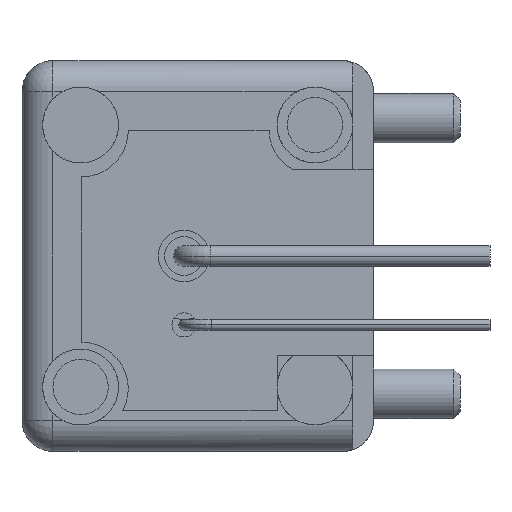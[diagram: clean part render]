
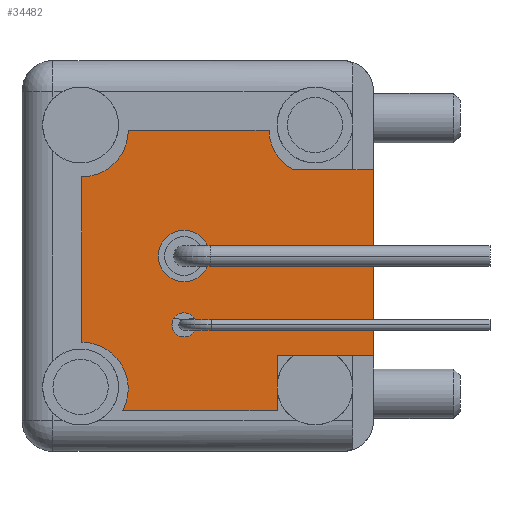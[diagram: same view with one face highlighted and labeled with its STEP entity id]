
A CAD part, left-side view. The second image highlights one B-rep face of the part: STEP entity #34482.
In plain terms, the highlighted planar face has unit normal (-1, 0, 0).
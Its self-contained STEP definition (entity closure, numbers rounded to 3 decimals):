
#4062=DIRECTION('',(0.,0.,1.));
#4063=VECTOR('',#4062,6.858);
#4064=CARTESIAN_POINT('',(-4.695,-6.985,-3.68));
#4065=LINE('',#4064,#4063);
#4527=DIRECTION('',(0.,-1.,0.));
#4528=VECTOR('',#4527,3.556);
#4529=CARTESIAN_POINT('',(-4.695,-3.429,-3.68));
#4530=LINE('',#4529,#4528);
#4531=DIRECTION('',(0.,0.,1.));
#4532=VECTOR('',#4531,2.027);
#4533=CARTESIAN_POINT('',(-4.695,-3.429,-5.707));
#4534=LINE('',#4533,#4532);
#4535=DIRECTION('',(0.,-1.,0.));
#4536=VECTOR('',#4535,5.687);
#4537=CARTESIAN_POINT('',(-4.695,2.258,-5.707));
#4538=LINE('',#4537,#4536);
#4539=CARTESIAN_POINT('',(-4.695,3.768,-4.894));
#4540=DIRECTION('',(1.,0.,0.));
#4541=DIRECTION('',(0.,0.,1.));
#4542=AXIS2_PLACEMENT_3D('',#4539,#4540,#4541);
#4544=DIRECTION('',(0.,0.,-1.));
#4545=VECTOR('',#4544,6.096);
#4546=CARTESIAN_POINT('',(-4.695,3.768,2.916));
#4547=LINE('',#4546,#4545);
#4548=CARTESIAN_POINT('',(-4.695,3.768,4.631));
#4549=DIRECTION('',(1.,0.,0.));
#4550=DIRECTION('',(0.,-1.,0.));
#4551=AXIS2_PLACEMENT_3D('',#4548,#4549,#4550);
#4553=DIRECTION('',(0.,1.,0.));
#4554=VECTOR('',#4553,5.188);
#4555=CARTESIAN_POINT('',(-4.695,-3.135,4.631));
#4556=LINE('',#4555,#4554);
#4557=CARTESIAN_POINT('',(-4.695,-4.748,4.631));
#4558=DIRECTION('',(1.,0.,0.));
#4559=DIRECTION('',(0.,0.434,-0.901));
#4560=AXIS2_PLACEMENT_3D('',#4557,#4558,#4559);
#4562=DIRECTION('',(0.,1.,0.));
#4563=VECTOR('',#4562,2.937);
#4564=CARTESIAN_POINT('',(-4.695,-6.985,3.178));
#4565=LINE('',#4564,#4563);
#4566=CARTESIAN_POINT('',(-4.695,0.,0.));
#4567=DIRECTION('',(-1.,0.,0.));
#4568=DIRECTION('',(0.,-1.,0.));
#4569=AXIS2_PLACEMENT_3D('',#4566,#4567,#4568);
#4571=CARTESIAN_POINT('',(-4.695,0.,0.));
#4572=DIRECTION('',(-1.,0.,0.));
#4573=DIRECTION('',(0.,1.,0.));
#4574=AXIS2_PLACEMENT_3D('',#4571,#4572,#4573);
#4576=CARTESIAN_POINT('',(-4.695,0.,-2.54));
#4577=DIRECTION('',(-1.,0.,0.));
#4578=DIRECTION('',(0.,0.,1.));
#4579=AXIS2_PLACEMENT_3D('',#4576,#4577,#4578);
#4581=CARTESIAN_POINT('',(-4.695,0.,-2.54));
#4582=DIRECTION('',(-1.,0.,0.));
#4583=DIRECTION('',(0.,0.,-1.));
#4584=AXIS2_PLACEMENT_3D('',#4581,#4582,#4583);
#5392=CARTESIAN_POINT('',(-4.695,3.768,-3.18));
#5393=CARTESIAN_POINT('',(-4.695,2.258,-5.707));
#5394=VERTEX_POINT('',#5392);
#5395=VERTEX_POINT('',#5393);
#5396=CARTESIAN_POINT('',(-4.695,-3.429,-5.707));
#5397=VERTEX_POINT('',#5396);
#5398=CARTESIAN_POINT('',(-4.695,-3.429,-3.68));
#5399=VERTEX_POINT('',#5398);
#5400=CARTESIAN_POINT('',(-4.695,-4.048,3.178));
#5401=CARTESIAN_POINT('',(-4.695,-3.135,4.631));
#5402=VERTEX_POINT('',#5400);
#5403=VERTEX_POINT('',#5401);
#5404=CARTESIAN_POINT('',(-4.695,2.053,4.631));
#5405=VERTEX_POINT('',#5404);
#5406=CARTESIAN_POINT('',(-4.695,3.768,2.916));
#5407=VERTEX_POINT('',#5406);
#5428=CARTESIAN_POINT('',(-4.695,-6.985,-3.68));
#5429=CARTESIAN_POINT('',(-4.695,-6.985,3.178));
#5430=VERTEX_POINT('',#5428);
#5431=VERTEX_POINT('',#5429);
#5438=CARTESIAN_POINT('',(-4.695,0.953,0.));
#5439=CARTESIAN_POINT('',(-4.695,-0.953,0.));
#5440=VERTEX_POINT('',#5438);
#5441=VERTEX_POINT('',#5439);
#5442=CARTESIAN_POINT('',(-4.695,0.,-2.096));
#5443=CARTESIAN_POINT('',(-4.695,0.,-2.985));
#5444=VERTEX_POINT('',#5442);
#5445=VERTEX_POINT('',#5443);
#34444=CARTESIAN_POINT('',(-4.695,0.,0.));
#34445=DIRECTION('',(-1.,0.,0.));
#34446=DIRECTION('',(0.,0.,1.));
#34447=AXIS2_PLACEMENT_3D('',#34444,#34445,#34446);
#34448=PLANE('',#34447);
#34449=ORIENTED_EDGE('',*,*,#33762,.F.);
#34451=ORIENTED_EDGE('',*,*,#34450,.F.);
#34453=ORIENTED_EDGE('',*,*,#34452,.F.);
#34455=ORIENTED_EDGE('',*,*,#34454,.F.);
#34457=ORIENTED_EDGE('',*,*,#34456,.F.);
#34459=ORIENTED_EDGE('',*,*,#34458,.F.);
#34461=ORIENTED_EDGE('',*,*,#34460,.F.);
#34463=ORIENTED_EDGE('',*,*,#34462,.F.);
#34465=ORIENTED_EDGE('',*,*,#34464,.F.);
#34467=ORIENTED_EDGE('',*,*,#34466,.F.);
#34468=EDGE_LOOP('',(#34449,#34451,#34453,#34455,#34457,#34459,#34461,#34463,
#34465,#34467));
#34469=FACE_OUTER_BOUND('',#34468,.F.);
#34471=ORIENTED_EDGE('',*,*,#34470,.T.);
#34473=ORIENTED_EDGE('',*,*,#34472,.T.);
#34474=EDGE_LOOP('',(#34471,#34473));
#34475=FACE_BOUND('',#34474,.F.);
#34477=ORIENTED_EDGE('',*,*,#34476,.T.);
#34479=ORIENTED_EDGE('',*,*,#34478,.T.);
#34480=EDGE_LOOP('',(#34477,#34479));
#34481=FACE_BOUND('',#34480,.F.);
#4543=CIRCLE('',#4542,1.715);
#4552=CIRCLE('',#4551,1.715);
#4561=CIRCLE('',#4560,1.613);
#4570=CIRCLE('',#4569,0.953);
#4575=CIRCLE('',#4574,0.953);
#4580=CIRCLE('',#4579,0.445);
#4585=CIRCLE('',#4584,0.445);
#33762=EDGE_CURVE('',#5430,#5431,#4065,.T.);
#34450=EDGE_CURVE('',#5399,#5430,#4530,.T.);
#34452=EDGE_CURVE('',#5397,#5399,#4534,.T.);
#34454=EDGE_CURVE('',#5395,#5397,#4538,.T.);
#34456=EDGE_CURVE('',#5394,#5395,#4543,.T.);
#34458=EDGE_CURVE('',#5407,#5394,#4547,.T.);
#34460=EDGE_CURVE('',#5405,#5407,#4552,.T.);
#34462=EDGE_CURVE('',#5403,#5405,#4556,.T.);
#34464=EDGE_CURVE('',#5402,#5403,#4561,.T.);
#34466=EDGE_CURVE('',#5431,#5402,#4565,.T.);
#34470=EDGE_CURVE('',#5441,#5440,#4570,.T.);
#34472=EDGE_CURVE('',#5440,#5441,#4575,.T.);
#34476=EDGE_CURVE('',#5444,#5445,#4580,.T.);
#34478=EDGE_CURVE('',#5445,#5444,#4585,.T.);
#34482=ADVANCED_FACE('',(#34469,#34475,#34481),#34448,.T.);
